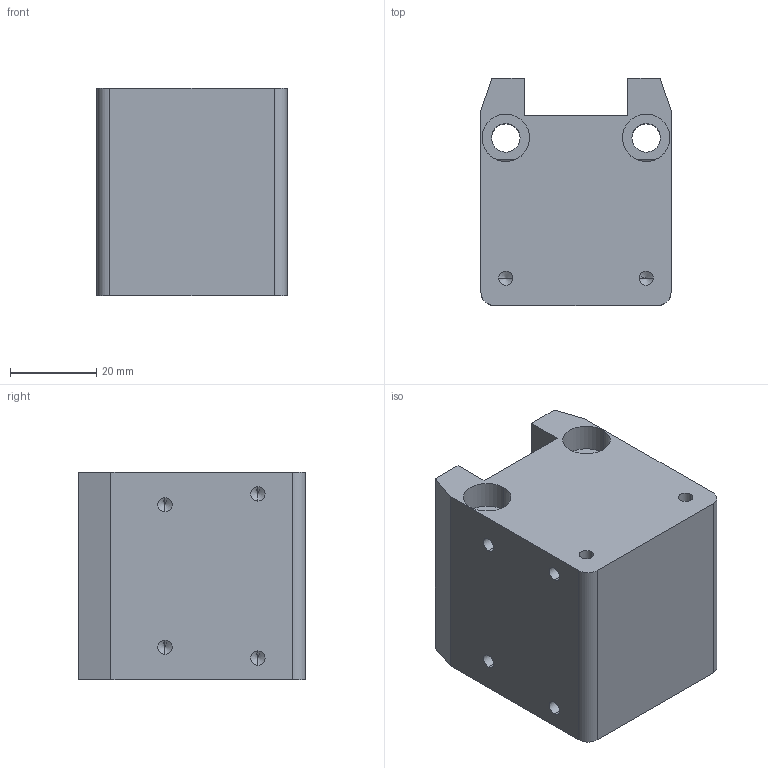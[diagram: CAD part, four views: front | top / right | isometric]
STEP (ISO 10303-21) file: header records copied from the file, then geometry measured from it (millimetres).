
FILE_DESCRIPTION(/* description */ (''),/* implementation_level */ '2;1');
FILE_NAME(/* name */ 'dge_25a_tb_eg_100_lf_06.stp',/* time_stamp */ '2025-01-31T12:08:37-05:00',/* author */ ('sara_'),/* organization */ ('TraceParts S.A.'),/* preprocessor_version */ 'ST-DEVELOPER v19.2',/* originating_system */ 'Autodesk Inventor 2024',/* authorisation */ '');
FILE_SCHEMA (('AUTOMOTIVE_DESIGN { 1 0 10303 214 3 1 1 }'));
Length unit declared in the file: millimetre
Products named in the file (1): dge_25a_tb_eg_100_lf_06
Bounding box: 44 x 52.5 x 48 mm (x, y, z)
Volume: 95056.7 mm3; surface area: 16994.6 mm2
Topology: 1 solids, 1 shells, 64 faces, 166 edges, 94 vertices
Faces by surface type: cylinder 30, cone 20, plane 14
Entity records: 1897 total; most frequent: DIRECTION 336, CARTESIAN_POINT 335, ORIENTED_EDGE 292, EDGE_CURVE 146, AXIS2_PLACEMENT_3D 127, VERTEX_POINT 94, EDGE_LOOP 82, LINE 82
